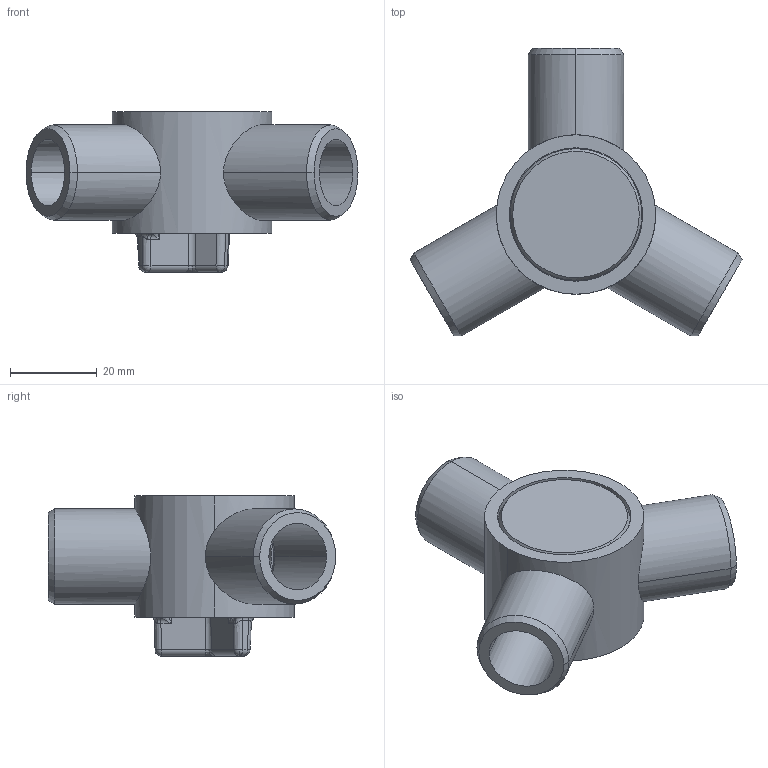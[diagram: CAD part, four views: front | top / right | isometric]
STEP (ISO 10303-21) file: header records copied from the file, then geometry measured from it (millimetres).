
FILE_DESCRIPTION (( 'STEP AP214' ), '1' );
FILE_NAME ('Assem.STEP', '2020-03-21T08:03:32', ( '' ), ( '' ), 'SwSTEP 2.0', 'SolidWorks 2020', '' );
FILE_SCHEMA (( 'AUTOMOTIVE_DESIGN' ));
Length unit declared in the file: millimetre
Products named in the file (4): Assem; ValveCock; 120N70; ValveBody
Assembly tree (4 placements, depth 2):
  Assem
    ValveBody
    ValveCock
    120N70  x2
Bounding box: 76.64 x 66.38 x 37 mm (x, y, z)
Volume: 34200.5 mm3; surface area: 20820.7 mm2
Topology: 4 solids, 4 shells, 230 faces, 533 edges, 299 vertices
Faces by surface type: bspline 73, cylinder 59, torus 44, plane 31, cone 16, sphere 7
Entity records: 9589 total; most frequent: CARTESIAN_POINT 4843, ORIENTED_EDGE 1028, DIRECTION 911, EDGE_CURVE 514, AXIS2_PLACEMENT_3D 404, VERTEX_POINT 295, CIRCLE 244, EDGE_LOOP 239
